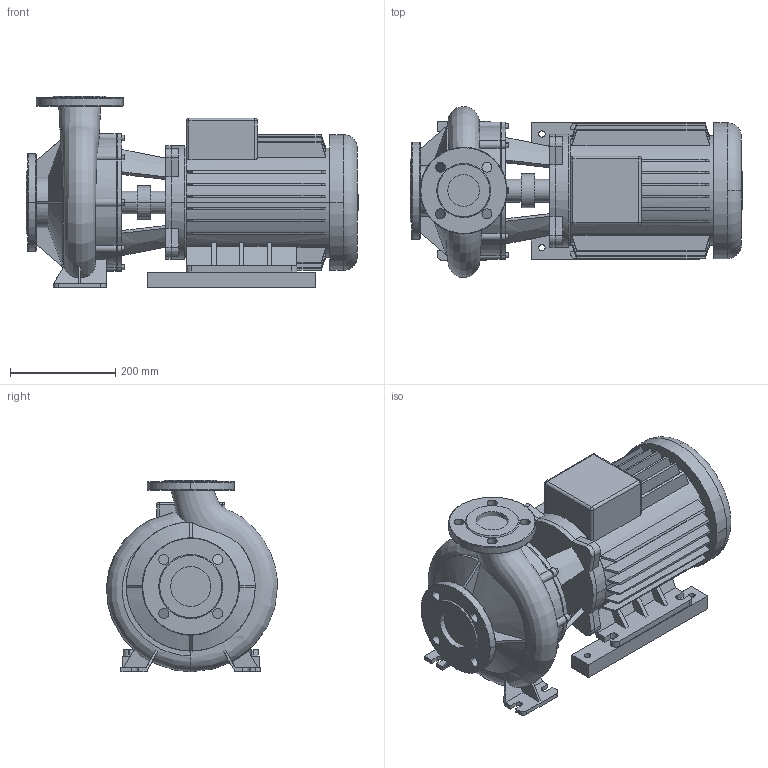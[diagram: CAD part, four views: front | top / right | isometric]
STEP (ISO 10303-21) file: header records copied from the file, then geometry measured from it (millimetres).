
FILE_DESCRIPTION((''),'2;1');
FILE_NAME('3d_BM50_195-15_2-2103505.stp','2011-01-26T14:45:02',(''),(''),'Mechanical Desktop 2008','Mechanical Desktop 2008',', , ');
FILE_SCHEMA(('CONFIG_CONTROL_DESIGN'));
Length unit declared in the file: millimetre
Products named in the file (1): Product
Bounding box: 630.5 x 324.68 x 364 mm (x, y, z)
Volume: 25663236.1 mm3; surface area: 1547634.7 mm2
Topology: 12 solids, 12 shells, 664 faces, 1717 edges, 1117 vertices
Faces by surface type: plane 315, bspline 187, cylinder 112, cone 44, sphere 4, torus 2
Entity records: 28489 total; most frequent: CARTESIAN_POINT 12957, ORIENTED_EDGE 3426, DIRECTION 2870, EDGE_CURVE 1713, VERTEX_POINT 1117, VECTOR 1022, LINE 1022, AXIS2_PLACEMENT_3D 924
